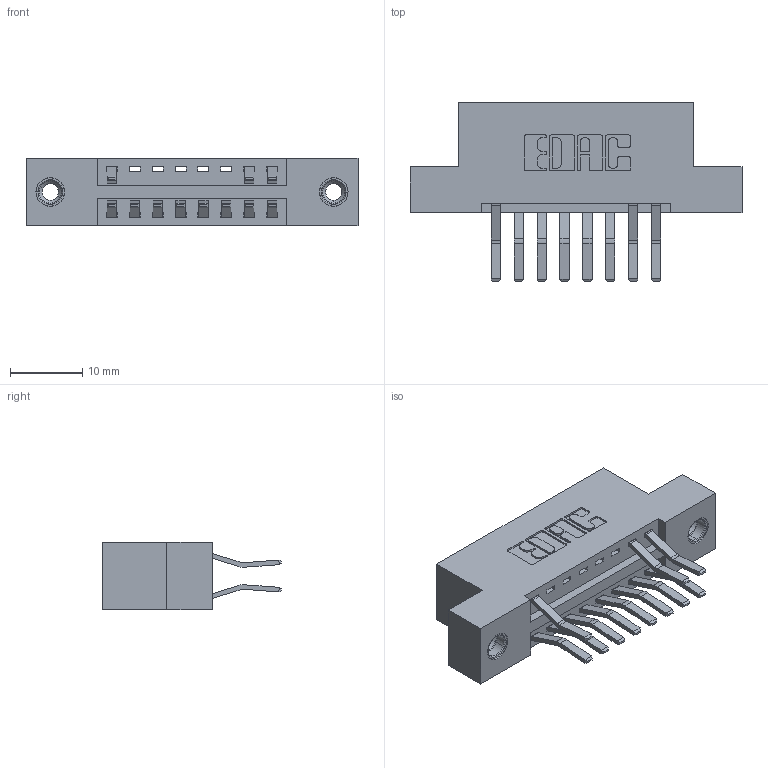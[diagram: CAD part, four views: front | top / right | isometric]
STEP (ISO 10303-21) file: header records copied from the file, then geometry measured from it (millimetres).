
FILE_DESCRIPTION (( 'STEP AP203' ), '1' );
FILE_NAME ('346-016-560-208.STEP', '2018-08-20T05:32:18', ( '' ), ( '' ), 'SwSTEP 2.0', 'SolidWorks 2016', '' );
FILE_SCHEMA (( 'CONFIG_CONTROL_DESIGN' ));
Length unit declared in the file: inch
Products named in the file (4): 346-016-560-208; 346 Part_Flush Mounting Lugs - 0.156 Dia-TI; 345-292-001_560 Tail; 345-250-001_345-250-003-102
Assembly tree (14 placements, depth 2):
  346-016-560-208
    346 Part_Flush Mounting Lugs - 0.156 Dia-TI
    345-292-001_560 Tail  x11
    345-250-001_345-250-003-102  x2
Bounding box: 45.97 x 24.78 x 9.4 mm (x, y, z)
Volume: 4239.6 mm3; surface area: 5246.1 mm2
Topology: 14 solids, 14 shells, 806 faces, 2341 edges, 1538 vertices
Faces by surface type: plane 518, cylinder 272, cone 12, torus 4
Entity records: 10912 total; most frequent: CARTESIAN_POINT 1850, ORIENTED_EDGE 1782, DIRECTION 1707, EDGE_CURVE 891, VECTOR 703, LINE 703, VERTEX_POINT 588, AXIS2_PLACEMENT_3D 502
